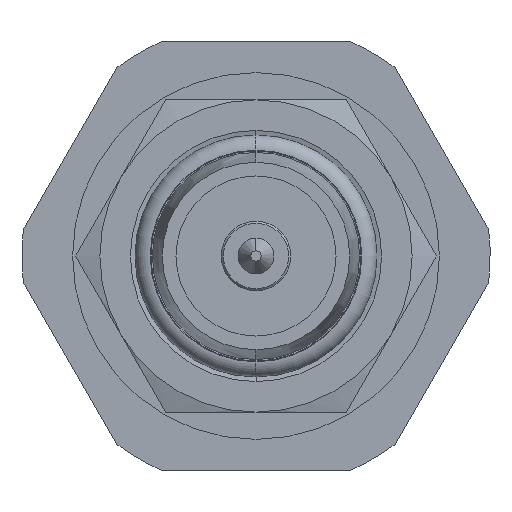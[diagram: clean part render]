
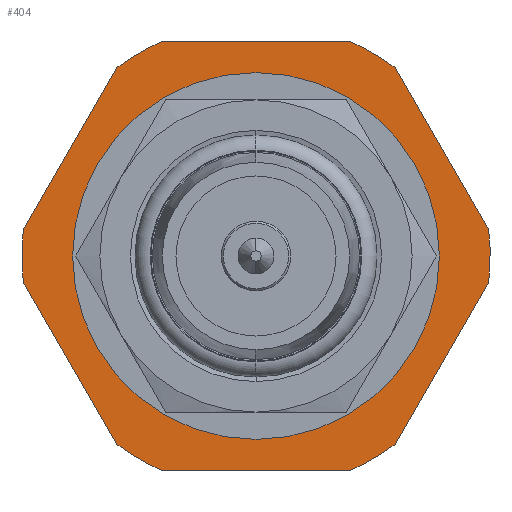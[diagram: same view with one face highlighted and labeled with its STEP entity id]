
A CAD part, left-side view. The second image highlights one B-rep face of the part: STEP entity #404.
In plain terms, the highlighted planar face has unit normal (-1, 0, 0).
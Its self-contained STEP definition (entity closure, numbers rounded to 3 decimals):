
#172 = EDGE_CURVE ( 'NONE', #1042, #1043, #4400, .T. ) ;
#174 = EDGE_CURVE ( 'NONE', #1044, #1043, #3137, .T. ) ;
#177 = EDGE_CURVE ( 'NONE', #1044, #1045, #4396, .T. ) ;
#178 = EDGE_CURVE ( 'NONE', #1046, #1045, #3020, .T. ) ;
#181 = EDGE_CURVE ( 'NONE', #1046, #1047, #4397, .T. ) ;
#183 = EDGE_CURVE ( 'NONE', #1048, #1047, #3063, .T. ) ;
#185 = EDGE_CURVE ( 'NONE', #1048, #1049, #4390, .T. ) ;
#187 = EDGE_CURVE ( 'NONE', #1050, #1049, #3141, .T. ) ;
#189 = EDGE_CURVE ( 'NONE', #1050, #1051, #4391, .T. ) ;
#191 = EDGE_CURVE ( 'NONE', #1052, #1051, #3026, .T. ) ;
#193 = EDGE_CURVE ( 'NONE', #1052, #1053, #4385, .T. ) ;
#194 = EDGE_CURVE ( 'NONE', #1042, #1053, #3030, .T. ) ;
#195 = EDGE_CURVE ( 'NONE', #857, #860, #3032, .T. ) ;
#404 = ADVANCED_FACE ( 'NONE', ( #1788, #1789 ), #2437, .T. ) ;
#471 = EDGE_CURVE ( 'NONE', #860, #857, #4681, .T. ) ;
#857 = VERTEX_POINT ( 'NONE', #2785 ) ;
#860 = VERTEX_POINT ( 'NONE', #2788 ) ;
#1042 = VERTEX_POINT ( 'NONE', #2970 ) ;
#1043 = VERTEX_POINT ( 'NONE', #2971 ) ;
#1044 = VERTEX_POINT ( 'NONE', #2972 ) ;
#1045 = VERTEX_POINT ( 'NONE', #2973 ) ;
#1046 = VERTEX_POINT ( 'NONE', #2974 ) ;
#1047 = VERTEX_POINT ( 'NONE', #2975 ) ;
#1048 = VERTEX_POINT ( 'NONE', #2976 ) ;
#1049 = VERTEX_POINT ( 'NONE', #2977 ) ;
#1050 = VERTEX_POINT ( 'NONE', #2978 ) ;
#1051 = VERTEX_POINT ( 'NONE', #2979 ) ;
#1052 = VERTEX_POINT ( 'NONE', #2980 ) ;
#1053 = VERTEX_POINT ( 'NONE', #2981 ) ;
#1232 = EDGE_LOOP ( 'NONE', ( #1380, #1381 ) ) ;
#1233 = EDGE_LOOP ( 'NONE', ( #1383, #1382, #1384, #1378, #1385, #1386, #1387, #1388, #1389, #1390, #1391, #1392 ) ) ;
#1378 = ORIENTED_EDGE ( 'NONE', *, *, #189, .F. ) ;
#1380 = ORIENTED_EDGE ( 'NONE', *, *, #471, .F. ) ;
#1381 = ORIENTED_EDGE ( 'NONE', *, *, #195, .F. ) ;
#1382 = ORIENTED_EDGE ( 'NONE', *, *, #193, .F. ) ;
#1383 = ORIENTED_EDGE ( 'NONE', *, *, #194, .T. ) ;
#1384 = ORIENTED_EDGE ( 'NONE', *, *, #191, .T. ) ;
#1385 = ORIENTED_EDGE ( 'NONE', *, *, #187, .T. ) ;
#1386 = ORIENTED_EDGE ( 'NONE', *, *, #185, .F. ) ;
#1387 = ORIENTED_EDGE ( 'NONE', *, *, #183, .T. ) ;
#1388 = ORIENTED_EDGE ( 'NONE', *, *, #181, .F. ) ;
#1389 = ORIENTED_EDGE ( 'NONE', *, *, #178, .T. ) ;
#1390 = ORIENTED_EDGE ( 'NONE', *, *, #177, .F. ) ;
#1391 = ORIENTED_EDGE ( 'NONE', *, *, #174, .T. ) ;
#1392 = ORIENTED_EDGE ( 'NONE', *, *, #172, .F. ) ;
#1788 = FACE_BOUND ( 'NONE', #1232, .T. ) ;
#1789 = FACE_OUTER_BOUND ( 'NONE', #1233, .T. ) ;
#2437 = PLANE ( 'NONE',  #4956 ) ;
#2438 = CARTESIAN_POINT ( 'NONE',  ( 11.35, 3.025, -5.5 ) ) ;
#2439 = DIRECTION ( 'NONE',  ( -1., 0., 0. ) ) ;
#2440 = DIRECTION ( 'NONE',  ( 0., 0., 1. ) ) ;
#2614 = CARTESIAN_POINT ( 'NONE',  ( 11.35, 0., -5.5 ) ) ;
#2615 = DIRECTION ( 'NONE',  ( -1., 0., 0. ) ) ;
#2616 = DIRECTION ( 'NONE',  ( 0., 0., 1. ) ) ;
#2785 = CARTESIAN_POINT ( 'NONE',  ( 11.35, 0., -8.525 ) ) ;
#2788 = CARTESIAN_POINT ( 'NONE',  ( 11.35, 0., -2.475 ) ) ;
#2970 = CARTESIAN_POINT ( 'NONE',  ( 11.35, 5.962, -4.827 ) ) ;
#2971 = CARTESIAN_POINT ( 'NONE',  ( 11.35, 3.564, -0.673 ) ) ;
#2972 = CARTESIAN_POINT ( 'NONE',  ( 11.35, 2.398, 0. ) ) ;
#2973 = CARTESIAN_POINT ( 'NONE',  ( 11.35, -2.398, 0. ) ) ;
#2974 = CARTESIAN_POINT ( 'NONE',  ( 11.35, -3.564, -0.673 ) ) ;
#2975 = CARTESIAN_POINT ( 'NONE',  ( 11.35, -5.962, -4.827 ) ) ;
#2976 = CARTESIAN_POINT ( 'NONE',  ( 11.35, -5.962, -6.173 ) ) ;
#2977 = CARTESIAN_POINT ( 'NONE',  ( 11.35, -3.564, -10.327 ) ) ;
#2978 = CARTESIAN_POINT ( 'NONE',  ( 11.35, -2.398, -11. ) ) ;
#2979 = CARTESIAN_POINT ( 'NONE',  ( 11.35, 2.398, -11. ) ) ;
#2980 = CARTESIAN_POINT ( 'NONE',  ( 11.35, 3.564, -10.327 ) ) ;
#2981 = CARTESIAN_POINT ( 'NONE',  ( 11.35, 5.962, -6.173 ) ) ;
#3020 = CIRCLE ( 'NONE', #3023, 6. ) ;
#3021 = AXIS2_PLACEMENT_3D ( 'NONE', #4223, #4224, #4225 ) ;
#3022 = VECTOR ( 'NONE', #4221, 1000. ) ;
#3023 = AXIS2_PLACEMENT_3D ( 'NONE', #4238, #4237, #4236 ) ;
#3026 = CIRCLE ( 'NONE', #3021, 6. ) ;
#3030 = CIRCLE ( 'NONE', #3040, 6. ) ;
#3032 = CIRCLE ( 'NONE', #3049, 3.025 ) ;
#3036 = VECTOR ( 'NONE', #4239, 1000. ) ;
#3040 = AXIS2_PLACEMENT_3D ( 'NONE', #4191, #4190, #4189 ) ;
#3049 = AXIS2_PLACEMENT_3D ( 'NONE', #4188, #4187, #4186 ) ;
#3063 = CIRCLE ( 'NONE', #3136, 6. ) ;
#3124 = VECTOR ( 'NONE', #4192, 1000. ) ;
#3133 = VECTOR ( 'NONE', #4230, 1000. ) ;
#3136 = AXIS2_PLACEMENT_3D ( 'NONE', #4228, #4209, #4210 ) ;
#3137 = CIRCLE ( 'NONE', #3143, 6. ) ;
#3140 = VECTOR ( 'NONE', #4214, 1000. ) ;
#3141 = CIRCLE ( 'NONE', #3145, 6. ) ;
#3142 = VECTOR ( 'NONE', #4250, 1000. ) ;
#3143 = AXIS2_PLACEMENT_3D ( 'NONE', #4247, #4246, #4245 ) ;
#3145 = AXIS2_PLACEMENT_3D ( 'NONE', #4217, #4218, #4208 ) ;
#4186 = DIRECTION ( 'NONE',  ( 0., 0., 1. ) ) ;
#4187 = DIRECTION ( 'NONE',  ( -1., 0., 0. ) ) ;
#4188 = CARTESIAN_POINT ( 'NONE',  ( 11.35, 0., -5.5 ) ) ;
#4189 = DIRECTION ( 'NONE',  ( 0., 0., 1. ) ) ;
#4190 = DIRECTION ( 'NONE',  ( -1., 0., 0. ) ) ;
#4191 = CARTESIAN_POINT ( 'NONE',  ( 11.35, 0., -5.5 ) ) ;
#4192 = DIRECTION ( 'NONE',  ( 0., 0.5, 0.866 ) ) ;
#4193 = CARTESIAN_POINT ( 'NONE',  ( 11.35, 3.564, -10.327 ) ) ;
#4208 = DIRECTION ( 'NONE',  ( 0., 0., 1. ) ) ;
#4209 = DIRECTION ( 'NONE',  ( -1., 0., 0. ) ) ;
#4210 = DIRECTION ( 'NONE',  ( 0., 0., 1. ) ) ;
#4213 = CARTESIAN_POINT ( 'NONE',  ( 11.35, -3.564, -10.327 ) ) ;
#4214 = DIRECTION ( 'NONE',  ( 0., 0.5, -0.866 ) ) ;
#4217 = CARTESIAN_POINT ( 'NONE',  ( 11.35, 0., -5.5 ) ) ;
#4218 = DIRECTION ( 'NONE',  ( -1., 0., 0. ) ) ;
#4219 = CARTESIAN_POINT ( 'NONE',  ( 11.35, 2.398, -11. ) ) ;
#4221 = DIRECTION ( 'NONE',  ( 0., 1., 0. ) ) ;
#4223 = CARTESIAN_POINT ( 'NONE',  ( 11.35, 0., -5.5 ) ) ;
#4224 = DIRECTION ( 'NONE',  ( -1., 0., 0. ) ) ;
#4225 = DIRECTION ( 'NONE',  ( 0., 0., 1. ) ) ;
#4228 = CARTESIAN_POINT ( 'NONE',  ( 11.35, 0., -5.5 ) ) ;
#4230 = DIRECTION ( 'NONE',  ( 0., -0.5, -0.866 ) ) ;
#4231 = CARTESIAN_POINT ( 'NONE',  ( 11.35, -3.564, -0.673 ) ) ;
#4236 = DIRECTION ( 'NONE',  ( 0., 0., 1. ) ) ;
#4237 = DIRECTION ( 'NONE',  ( -1., 0., 0. ) ) ;
#4238 = CARTESIAN_POINT ( 'NONE',  ( 11.35, 0., -5.5 ) ) ;
#4239 = DIRECTION ( 'NONE',  ( 0., -1., 0. ) ) ;
#4240 = CARTESIAN_POINT ( 'NONE',  ( 11.35, 2.398, 0. ) ) ;
#4245 = DIRECTION ( 'NONE',  ( 0., 0., 1. ) ) ;
#4246 = DIRECTION ( 'NONE',  ( -1., 0., 0. ) ) ;
#4247 = CARTESIAN_POINT ( 'NONE',  ( 11.35, 0., -5.5 ) ) ;
#4250 = DIRECTION ( 'NONE',  ( 0., -0.5, 0.866 ) ) ;
#4251 = CARTESIAN_POINT ( 'NONE',  ( 11.35, 3.564, -0.673 ) ) ;
#4385 = LINE ( 'NONE', #4193, #3124 ) ;
#4390 = LINE ( 'NONE', #4213, #3140 ) ;
#4391 = LINE ( 'NONE', #4219, #3022 ) ;
#4396 = LINE ( 'NONE', #4240, #3036 ) ;
#4397 = LINE ( 'NONE', #4231, #3133 ) ;
#4400 = LINE ( 'NONE', #4251, #3142 ) ;
#4654 = AXIS2_PLACEMENT_3D ( 'NONE', #2614, #2615, #2616 ) ;
#4681 = CIRCLE ( 'NONE', #4654, 3.025 ) ;
#4956 = AXIS2_PLACEMENT_3D ( 'NONE', #2438, #2439, #2440 ) ;
